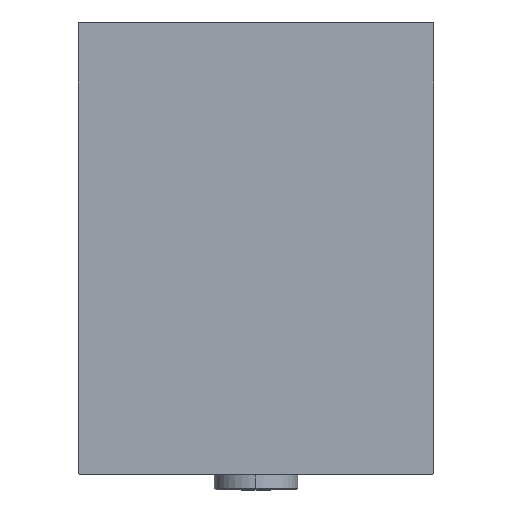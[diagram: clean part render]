
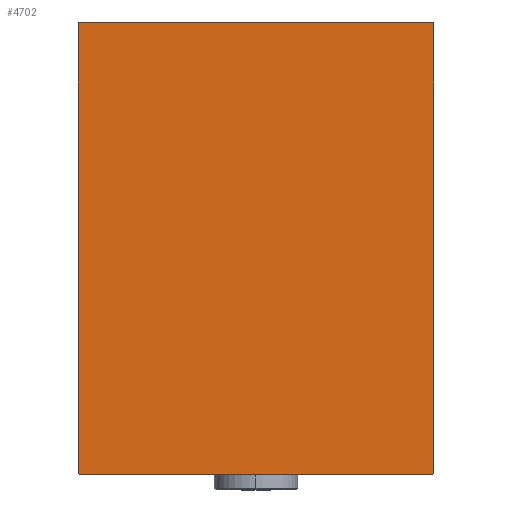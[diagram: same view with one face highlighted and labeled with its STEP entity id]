
A CAD part, left-side view. The second image highlights one B-rep face of the part: STEP entity #4702.
In plain terms, the highlighted face is planar.
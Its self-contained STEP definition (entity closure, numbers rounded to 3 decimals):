
#7 = LINE ( 'NONE', #13672, #10508 ) ;
#79 = PLANE ( 'NONE',  #11013 ) ;
#1020 = CARTESIAN_POINT ( 'NONE',  ( 293., -55., 70. ) ) ;
#1077 = CARTESIAN_POINT ( 'NONE',  ( 293., 55., 69.7 ) ) ;
#1215 = VERTEX_POINT ( 'NONE', #41953 ) ;
#1454 = VERTEX_POINT ( 'NONE', #14239 ) ;
#1866 = EDGE_CURVE ( 'NONE', #32790, #1454, #13259, .T. ) ;
#2123 = VECTOR ( 'NONE', #20561, 1000. ) ;
#2261 = CARTESIAN_POINT ( 'NONE',  ( 293., -54.7, 70. ) ) ;
#2325 = VERTEX_POINT ( 'NONE', #1077 ) ;
#2345 = FACE_OUTER_BOUND ( 'NONE', #28459, .T. ) ;
#4702 = ADVANCED_FACE ( 'NONE', ( #2345 ), #79, .T. ) ;
#5187 = CARTESIAN_POINT ( 'NONE',  ( 293., -55., -69.7 ) ) ;
#5399 = VECTOR ( 'NONE', #28118, 1000. ) ;
#5496 = ORIENTED_EDGE ( 'NONE', *, *, #16490, .T. ) ;
#7037 = DIRECTION ( 'NONE',  ( 0., 0., -1. ) ) ;
#7490 = VECTOR ( 'NONE', #19352, 1000. ) ;
#7557 = CARTESIAN_POINT ( 'NONE',  ( 293., -62.35, 62.35 ) ) ;
#7773 = VECTOR ( 'NONE', #41059, 1000. ) ;
#7995 = ORIENTED_EDGE ( 'NONE', *, *, #23052, .T. ) ;
#8230 = LINE ( 'NONE', #7557, #26411 ) ;
#8240 = EDGE_CURVE ( 'NONE', #1454, #30047, #42013, .T. ) ;
#8457 = DIRECTION ( 'NONE',  ( 0., -0.707, -0.707 ) ) ;
#8932 = ORIENTED_EDGE ( 'NONE', *, *, #16099, .T. ) ;
#10323 = DIRECTION ( 'NONE',  ( 0., 0., 1. ) ) ;
#10508 = VECTOR ( 'NONE', #10323, 1000. ) ;
#11013 = AXIS2_PLACEMENT_3D ( 'NONE', #24309, #37785, #7037 ) ;
#11107 = LINE ( 'NONE', #1020, #22173 ) ;
#11208 = ORIENTED_EDGE ( 'NONE', *, *, #8240, .T. ) ;
#11273 = CARTESIAN_POINT ( 'NONE',  ( 293., -55., -70. ) ) ;
#11440 = EDGE_CURVE ( 'NONE', #12142, #2325, #7, .T. ) ;
#11554 = DIRECTION ( 'NONE',  ( 0., 0., -1. ) ) ;
#12142 = VERTEX_POINT ( 'NONE', #28049 ) ;
#12900 = ORIENTED_EDGE ( 'NONE', *, *, #11440, .T. ) ;
#13259 = LINE ( 'NONE', #36415, #7490 ) ;
#13672 = CARTESIAN_POINT ( 'NONE',  ( 293., 55., -70. ) ) ;
#14239 = CARTESIAN_POINT ( 'NONE',  ( 293., -54.7, -70. ) ) ;
#14988 = VERTEX_POINT ( 'NONE', #2261 ) ;
#15797 = DIRECTION ( 'NONE',  ( 0., -1., 0. ) ) ;
#16099 = EDGE_CURVE ( 'NONE', #30047, #12142, #27611, .T. ) ;
#16490 = EDGE_CURVE ( 'NONE', #14988, #41647, #8230, .T. ) ;
#16689 = CARTESIAN_POINT ( 'NONE',  ( 293., 54.7, -70. ) ) ;
#19352 = DIRECTION ( 'NONE',  ( 0., 0.707, -0.707 ) ) ;
#19832 = CARTESIAN_POINT ( 'NONE',  ( 293., 55., 70. ) ) ;
#20561 = DIRECTION ( 'NONE',  ( 0., -0.707, 0.707 ) ) ;
#21483 = ORIENTED_EDGE ( 'NONE', *, *, #43052, .T. ) ;
#22173 = VECTOR ( 'NONE', #11554, 1000. ) ;
#23052 = EDGE_CURVE ( 'NONE', #2325, #1215, #23700, .T. ) ;
#23157 = EDGE_CURVE ( 'NONE', #41647, #32790, #11107, .T. ) ;
#23700 = LINE ( 'NONE', #37396, #2123 ) ;
#24309 = CARTESIAN_POINT ( 'NONE',  ( 293., 0., 0. ) ) ;
#26411 = VECTOR ( 'NONE', #8457, 1000. ) ;
#27611 = LINE ( 'NONE', #44209, #7773 ) ;
#28049 = CARTESIAN_POINT ( 'NONE',  ( 293., 55., -69.7 ) ) ;
#28118 = DIRECTION ( 'NONE',  ( 0., 1., 0. ) ) ;
#28459 = EDGE_LOOP ( 'NONE', ( #11208, #8932, #12900, #7995, #21483, #5496, #37197, #40791 ) ) ;
#30047 = VERTEX_POINT ( 'NONE', #16689 ) ;
#32790 = VERTEX_POINT ( 'NONE', #5187 ) ;
#33752 = LINE ( 'NONE', #19832, #34822 ) ;
#34822 = VECTOR ( 'NONE', #15797, 1000. ) ;
#36415 = CARTESIAN_POINT ( 'NONE',  ( 293., -62.35, -62.35 ) ) ;
#37197 = ORIENTED_EDGE ( 'NONE', *, *, #23157, .T. ) ;
#37396 = CARTESIAN_POINT ( 'NONE',  ( 293., 62.35, 62.35 ) ) ;
#37785 = DIRECTION ( 'NONE',  ( 1., 0., 0. ) ) ;
#40791 = ORIENTED_EDGE ( 'NONE', *, *, #1866, .T. ) ;
#41059 = DIRECTION ( 'NONE',  ( 0., 0.707, 0.707 ) ) ;
#41647 = VERTEX_POINT ( 'NONE', #43059 ) ;
#41953 = CARTESIAN_POINT ( 'NONE',  ( 293., 54.7, 70. ) ) ;
#42013 = LINE ( 'NONE', #11273, #5399 ) ;
#43052 = EDGE_CURVE ( 'NONE', #1215, #14988, #33752, .T. ) ;
#43059 = CARTESIAN_POINT ( 'NONE',  ( 293., -55., 69.7 ) ) ;
#44209 = CARTESIAN_POINT ( 'NONE',  ( 293., 62.35, -62.35 ) ) ;
